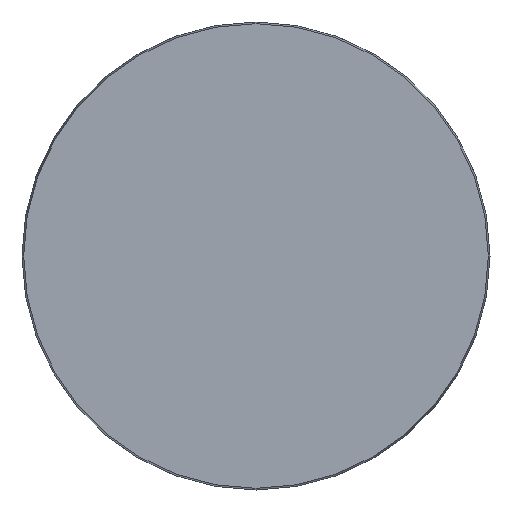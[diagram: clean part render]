
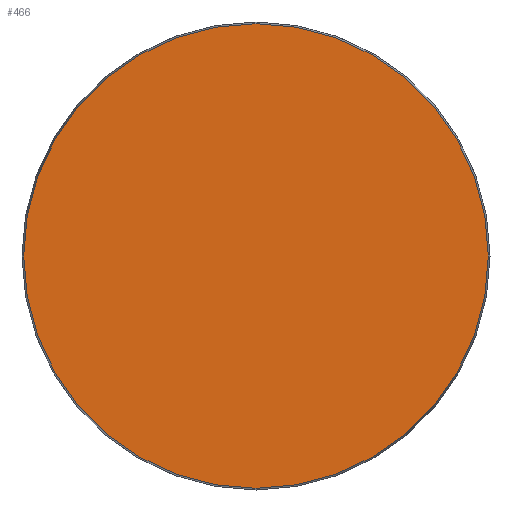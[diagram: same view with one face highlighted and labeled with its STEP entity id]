
A CAD part, front view. The second image highlights one B-rep face of the part: STEP entity #466.
In plain terms, the highlighted planar face has unit normal (0, -1, 0).
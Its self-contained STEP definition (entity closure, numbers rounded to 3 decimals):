
#5 = ORIENTED_EDGE ( 'NONE', *, *, #231, .T. ) ;
#25 = VERTEX_POINT ( 'NONE', #564 ) ;
#27 = EDGE_LOOP ( 'NONE', ( #5 ) ) ;
#71 = AXIS2_PLACEMENT_3D ( 'NONE', #87, #623, #581 ) ;
#87 = CARTESIAN_POINT ( 'NONE',  ( -78.425, 0., 0. ) ) ;
#95 = DIRECTION ( 'NONE',  ( 0., 0., -1. ) ) ;
#99 = FACE_OUTER_BOUND ( 'NONE', #27, .T. ) ;
#136 = CARTESIAN_POINT ( 'NONE',  ( 0., 0., 0. ) ) ;
#231 = EDGE_CURVE ( 'NONE', #25, #25, #379, .T. ) ;
#280 = AXIS2_PLACEMENT_3D ( 'NONE', #136, #330, #95 ) ;
#320 = PLANE ( 'NONE',  #71 ) ;
#330 = DIRECTION ( 'NONE',  ( 0., -1., 0. ) ) ;
#379 = CIRCLE ( 'NONE', #280, 78.425 ) ;
#466 = ADVANCED_FACE ( 'NONE', ( #99 ), #320, .F. ) ;
#564 = CARTESIAN_POINT ( 'NONE',  ( 0., 0., -78.425 ) ) ;
#581 = DIRECTION ( 'NONE',  ( 0., 0., 1. ) ) ;
#623 = DIRECTION ( 'NONE',  ( 0., 1., 0. ) ) ;
